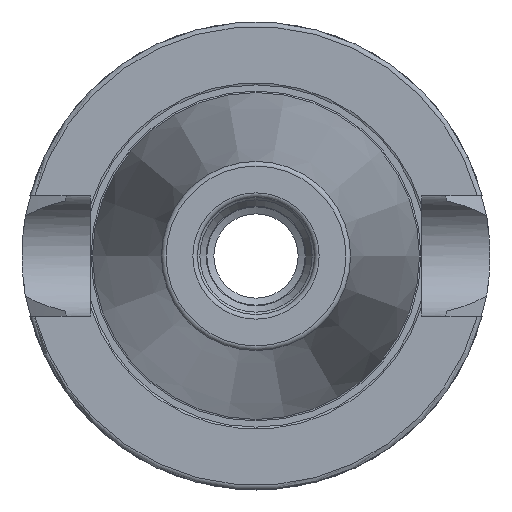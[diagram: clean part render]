
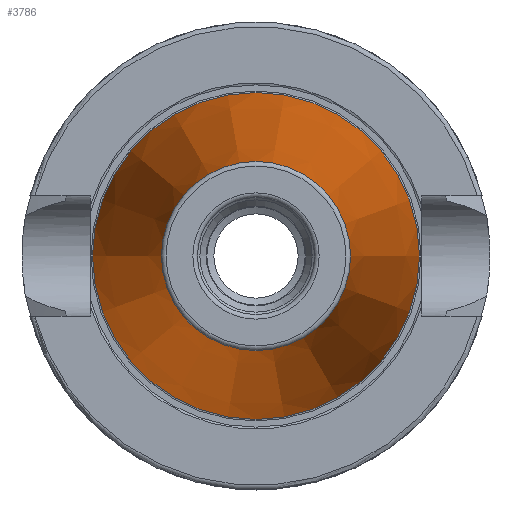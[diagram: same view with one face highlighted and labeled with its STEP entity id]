
A CAD part, left-side view. The second image highlights one B-rep face of the part: STEP entity #3786.
In plain terms, the highlighted conical face has half-angle 8.297 degrees and reference radius 27.564 mm.
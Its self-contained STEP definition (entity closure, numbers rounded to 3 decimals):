
#3752=CARTESIAN_POINT('',(-100.944,20.204,0.0));
#3753=VERTEX_POINT('',#3752);
#3754=CARTESIAN_POINT('',(-100.944,0.,0.0));
#3755=DIRECTION('',(1.0,0.0,0.0));
#3756=DIRECTION('',(0.0,1.0,0.0));
#3757=AXIS2_PLACEMENT_3D('',#3754,#3755,#3756);
#3758=CIRCLE('',#3757,20.204);
#3759=EDGE_CURVE('',#3753,#3753,#3758,.T.);
#3767=CARTESIAN_POINT('',(-50.472,0.,0.0));
#3768=DIRECTION('',(1.0,0.,0.0));
#3769=DIRECTION('',(0.0,1.0,0.0));
#3770=AXIS2_PLACEMENT_3D('',#3767,#3768,#3769);
#3771=CONICAL_SURFACE('',#3770,27.564,8.297);
#3772=CARTESIAN_POINT('',(0.0,34.925,0.0));
#3773=VERTEX_POINT('',#3772);
#3774=CARTESIAN_POINT('',(0.,0.,0.0));
#3775=DIRECTION('',(1.0,0.0,0.0));
#3776=DIRECTION('',(0.0,1.0,0.0));
#3777=AXIS2_PLACEMENT_3D('',#3774,#3775,#3776);
#3778=CIRCLE('',#3777,34.925);
#3779=EDGE_CURVE('',#3773,#3773,#3778,.T.);
#3780=ORIENTED_EDGE('',*,*,#3779,.F.);
#3781=EDGE_LOOP('',(#3780));
#3782=FACE_OUTER_BOUND('',#3781,.T.);
#3783=ORIENTED_EDGE('',*,*,#3759,.T.);
#3784=EDGE_LOOP('',(#3783));
#3785=FACE_BOUND('',#3784,.T.);
#3786=ADVANCED_FACE('',(#3782,#3785),#3771,.T.);
